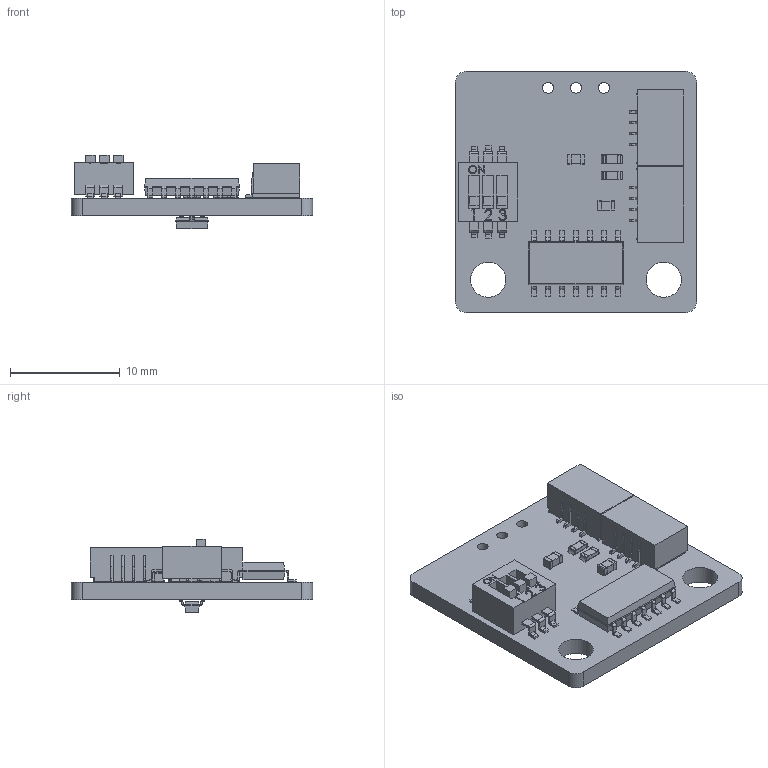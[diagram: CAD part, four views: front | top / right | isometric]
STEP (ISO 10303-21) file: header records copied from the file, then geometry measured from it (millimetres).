
FILE_DESCRIPTION(('KiCad electronic assembly'),'2;1');
FILE_NAME('Hall_effect_sensor_easyC_digital_3D.step', '2021-09-06T13:10:04',('Pcbnew'),('Kicad'), 'Open CASCADE STEP processor 7.5','KiCad to STEP converter','Unknown' );
FILE_SCHEMA(('AUTOMOTIVE_DESIGN { 1 0 10303 214 1 1 1 1 }'));
Length unit declared in the file: millimetre
Products named in the file (14): Hall_effect_sensor_easyC_digital_3D 1; 0603R; SOLID; 0603C; COMPOUND; easyC connector; SOIC-14; DSHP03TS-S; SOT23-3
Assembly tree (16 placements, depth 3):
  Hall_effect_sensor_easyC_digital_3D 1
    0603R  x2
      SOLID
    0603C  x2
      COMPOUND
    easyC connector  x2
      SOLID
    SOIC-14
      COMPOUND
    DSHP03TS-S
      SOLID
    SOT23-3
      COMPOUND
    COMPOUND
Bounding box: 22 x 22 x 6.67 mm (x, y, z)
Volume: 958.3 mm3; surface area: 1919.2 mm2
Topology: 32 solids, 32 shells, 917 faces, 2320 edges, 1464 vertices
Faces by surface type: bspline 902, cylinder 9, plane 6
Full cylindrical faces by diameter (mm): 1 x3, 3.2 x2
Entity records: 46012 total; most frequent: CARTESIAN_POINT 19687, B_SPLINE_CURVE_WITH_KNOTS 4675, ORIENTED_EDGE 3560, PCURVE 3560, DEFINITIONAL_REPRESENTATION 3560, EDGE_CURVE 1780, SURFACE_CURVE 1775, VERTEX_POINT 1152
